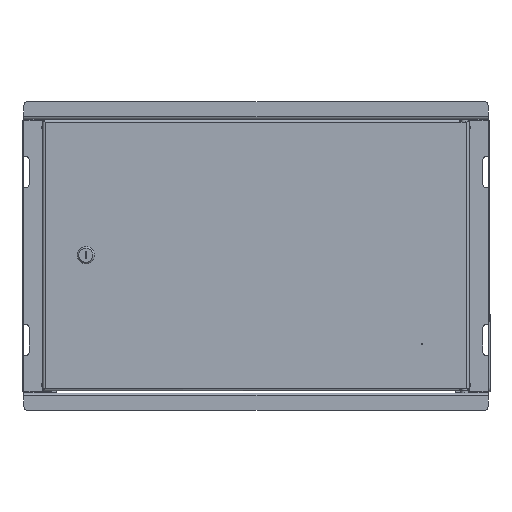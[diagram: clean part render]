
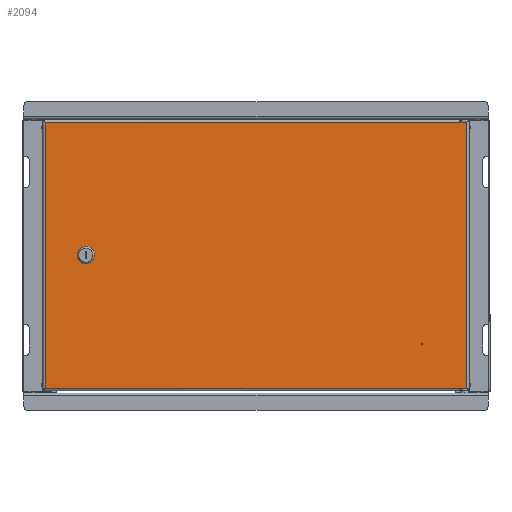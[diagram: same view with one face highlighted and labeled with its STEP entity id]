
A CAD part, top view. The second image highlights one B-rep face of the part: STEP entity #2094.
In plain terms, the highlighted planar face has unit normal (0, 0, 1).
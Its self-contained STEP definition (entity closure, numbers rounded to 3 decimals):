
#38 = EDGE_CURVE ( 'NONE', #13657, #5472, #4684, .T. ) ;
#249 = LINE ( 'NONE', #5269, #1077 ) ;
#409 = DIRECTION ( 'NONE',  ( 0., 1., 0. ) ) ;
#497 = VECTOR ( 'NONE', #409, 1000. ) ;
#534 = DIRECTION ( 'NONE',  ( 1., 0., 0. ) ) ;
#589 = VECTOR ( 'NONE', #11409, 1000. ) ;
#705 = CARTESIAN_POINT ( 'NONE',  ( 212., -113., 0. ) ) ;
#964 = VERTEX_POINT ( 'NONE', #5313 ) ;
#965 = LINE ( 'NONE', #16754, #589 ) ;
#969 = AXIS2_PLACEMENT_3D ( 'NONE', #9330, #9249, #6412 ) ;
#1023 = DIRECTION ( 'NONE',  ( 0., -1., 0. ) ) ;
#1074 = CARTESIAN_POINT ( 'NONE',  ( 0., 0., 0. ) ) ;
#1077 = VECTOR ( 'NONE', #5436, 1000. ) ;
#1706 = DIRECTION ( 'NONE',  ( 0., 0., 1. ) ) ;
#1861 = EDGE_CURVE ( 'NONE', #3336, #964, #9471, .T. ) ;
#1962 = EDGE_CURVE ( 'NONE', #5472, #9767, #15807, .T. ) ;
#2094 = ADVANCED_FACE ( 'NONE', ( #12367, #11089, #16262 ), #16609, .T. ) ;
#2558 = LINE ( 'NONE', #16576, #497 ) ;
#2664 = CARTESIAN_POINT ( 'NONE',  ( -217., 0., 0. ) ) ;
#2686 = CARTESIAN_POINT ( 'NONE',  ( -268.9, 169.9, 0. ) ) ;
#2712 = CARTESIAN_POINT ( 'NONE',  ( 260., 169.9, 0. ) ) ;
#2887 = AXIS2_PLACEMENT_3D ( 'NONE', #12076, #1706, #12153 ) ;
#2909 = EDGE_CURVE ( 'NONE', #3945, #8913, #14056, .T. ) ;
#2937 = CARTESIAN_POINT ( 'NONE',  ( -225.25, -4.71, 0. ) ) ;
#3336 = VERTEX_POINT ( 'NONE', #14566 ) ;
#3398 = CARTESIAN_POINT ( 'NONE',  ( -268.9, 171.788, 0. ) ) ;
#3687 = EDGE_CURVE ( 'NONE', #964, #7025, #8871, .T. ) ;
#3945 = VERTEX_POINT ( 'NONE', #16352 ) ;
#4122 = DIRECTION ( 'NONE',  ( 1., 0., 0. ) ) ;
#4155 = ORIENTED_EDGE ( 'NONE', *, *, #15739, .F. ) ;
#4342 = EDGE_LOOP ( 'NONE', ( #4377, #12987 ) ) ;
#4377 = ORIENTED_EDGE ( 'NONE', *, *, #2909, .F. ) ;
#4524 = EDGE_CURVE ( 'NONE', #12871, #9219, #15978, .T. ) ;
#4604 = DIRECTION ( 'NONE',  ( 0., 1., 0. ) ) ;
#4684 = LINE ( 'NONE', #3398, #12947 ) ;
#4923 = AXIS2_PLACEMENT_3D ( 'NONE', #705, #16323, #534 ) ;
#5068 = VECTOR ( 'NONE', #4122, 1000. ) ;
#5142 = DIRECTION ( 'NONE',  ( 0., 0., 1. ) ) ;
#5269 = CARTESIAN_POINT ( 'NONE',  ( 270.788, 169.9, 0. ) ) ;
#5313 = CARTESIAN_POINT ( 'NONE',  ( -225.25, 4.71, 0. ) ) ;
#5436 = DIRECTION ( 'NONE',  ( -1., 0., 0. ) ) ;
#5472 = VERTEX_POINT ( 'NONE', #9416 ) ;
#5948 = CARTESIAN_POINT ( 'NONE',  ( 260., -169.9, 0. ) ) ;
#6351 = DIRECTION ( 'NONE',  ( 1., 0., 0. ) ) ;
#6412 = DIRECTION ( 'NONE',  ( 1., 0., 0. ) ) ;
#7025 = VERTEX_POINT ( 'NONE', #2937 ) ;
#7705 = EDGE_CURVE ( 'NONE', #8913, #3945, #11497, .T. ) ;
#7731 = VECTOR ( 'NONE', #15291, 1000. ) ;
#8105 = CIRCLE ( 'NONE', #2887, 9.5 ) ;
#8400 = EDGE_CURVE ( 'NONE', #14377, #13657, #249, .T. ) ;
#8646 = AXIS2_PLACEMENT_3D ( 'NONE', #2664, #5142, #6351 ) ;
#8871 = LINE ( 'NONE', #10175, #13803 ) ;
#8913 = VERTEX_POINT ( 'NONE', #9621 ) ;
#9097 = EDGE_CURVE ( 'NONE', #9767, #12871, #965, .T. ) ;
#9219 = VERTEX_POINT ( 'NONE', #11752 ) ;
#9249 = DIRECTION ( 'NONE',  ( 0., 0., 1. ) ) ;
#9280 = ORIENTED_EDGE ( 'NONE', *, *, #38, .T. ) ;
#9330 = CARTESIAN_POINT ( 'NONE',  ( 212., -113., 0. ) ) ;
#9416 = CARTESIAN_POINT ( 'NONE',  ( -268.9, -169.9, 0. ) ) ;
#9471 = CIRCLE ( 'NONE', #8646, 9.5 ) ;
#9621 = CARTESIAN_POINT ( 'NONE',  ( 212.5, -113., 0. ) ) ;
#9767 = VERTEX_POINT ( 'NONE', #5948 ) ;
#10012 = ORIENTED_EDGE ( 'NONE', *, *, #8400, .T. ) ;
#10053 = ORIENTED_EDGE ( 'NONE', *, *, #13179, .F. ) ;
#10175 = CARTESIAN_POINT ( 'NONE',  ( -225.25, -4.71, 0. ) ) ;
#10580 = EDGE_CURVE ( 'NONE', #9219, #14377, #15018, .T. ) ;
#10732 = CARTESIAN_POINT ( 'NONE',  ( -270.788, -169.9, 0. ) ) ;
#10769 = ORIENTED_EDGE ( 'NONE', *, *, #4524, .T. ) ;
#11089 = FACE_BOUND ( 'NONE', #13860, .T. ) ;
#11409 = DIRECTION ( 'NONE',  ( 1., 0., 0. ) ) ;
#11497 = CIRCLE ( 'NONE', #4923, 0.5 ) ;
#11618 = DIRECTION ( 'NONE',  ( 0., -1., 0. ) ) ;
#11752 = CARTESIAN_POINT ( 'NONE',  ( 268.9, 169.9, 0. ) ) ;
#12076 = CARTESIAN_POINT ( 'NONE',  ( -217., 0., 0. ) ) ;
#12089 = CARTESIAN_POINT ( 'NONE',  ( 268.9, -171.788, 0. ) ) ;
#12153 = DIRECTION ( 'NONE',  ( 1., 0., 0. ) ) ;
#12367 = FACE_BOUND ( 'NONE', #4342, .T. ) ;
#12418 = CARTESIAN_POINT ( 'NONE',  ( 268.9, -169.9, 0. ) ) ;
#12755 = VECTOR ( 'NONE', #4604, 1000. ) ;
#12833 = ORIENTED_EDGE ( 'NONE', *, *, #9097, .T. ) ;
#12871 = VERTEX_POINT ( 'NONE', #12418 ) ;
#12947 = VECTOR ( 'NONE', #1023, 1000. ) ;
#12987 = ORIENTED_EDGE ( 'NONE', *, *, #7705, .F. ) ;
#13179 = EDGE_CURVE ( 'NONE', #7025, #15834, #8105, .T. ) ;
#13392 = ORIENTED_EDGE ( 'NONE', *, *, #1861, .F. ) ;
#13558 = ORIENTED_EDGE ( 'NONE', *, *, #3687, .F. ) ;
#13657 = VERTEX_POINT ( 'NONE', #2686 ) ;
#13803 = VECTOR ( 'NONE', #11618, 1000. ) ;
#13860 = EDGE_LOOP ( 'NONE', ( #13392, #4155, #10053, #13558 ) ) ;
#13875 = DIRECTION ( 'NONE',  ( 0., 0., 1. ) ) ;
#14049 = DIRECTION ( 'NONE',  ( 1., 0., 0. ) ) ;
#14056 = CIRCLE ( 'NONE', #969, 0.5 ) ;
#14076 = AXIS2_PLACEMENT_3D ( 'NONE', #1074, #13875, #14049 ) ;
#14377 = VERTEX_POINT ( 'NONE', #2712 ) ;
#14566 = CARTESIAN_POINT ( 'NONE',  ( -208.75, 4.71, 0. ) ) ;
#14828 = CARTESIAN_POINT ( 'NONE',  ( -208.75, -4.71, 0. ) ) ;
#15018 = LINE ( 'NONE', #16573, #7731 ) ;
#15189 = ORIENTED_EDGE ( 'NONE', *, *, #1962, .T. ) ;
#15291 = DIRECTION ( 'NONE',  ( -1., 0., 0. ) ) ;
#15739 = EDGE_CURVE ( 'NONE', #15834, #3336, #2558, .T. ) ;
#15807 = LINE ( 'NONE', #10732, #5068 ) ;
#15834 = VERTEX_POINT ( 'NONE', #14828 ) ;
#15978 = LINE ( 'NONE', #12089, #12755 ) ;
#16026 = EDGE_LOOP ( 'NONE', ( #9280, #15189, #12833, #10769, #16761, #10012 ) ) ;
#16262 = FACE_OUTER_BOUND ( 'NONE', #16026, .T. ) ;
#16323 = DIRECTION ( 'NONE',  ( 0., 0., 1. ) ) ;
#16352 = CARTESIAN_POINT ( 'NONE',  ( 211.5, -113., 0. ) ) ;
#16573 = CARTESIAN_POINT ( 'NONE',  ( 270.788, 169.9, 0. ) ) ;
#16576 = CARTESIAN_POINT ( 'NONE',  ( -208.75, -4.71, 0. ) ) ;
#16609 = PLANE ( 'NONE',  #14076 ) ;
#16754 = CARTESIAN_POINT ( 'NONE',  ( -270.788, -169.9, 0. ) ) ;
#16761 = ORIENTED_EDGE ( 'NONE', *, *, #10580, .T. ) ;
